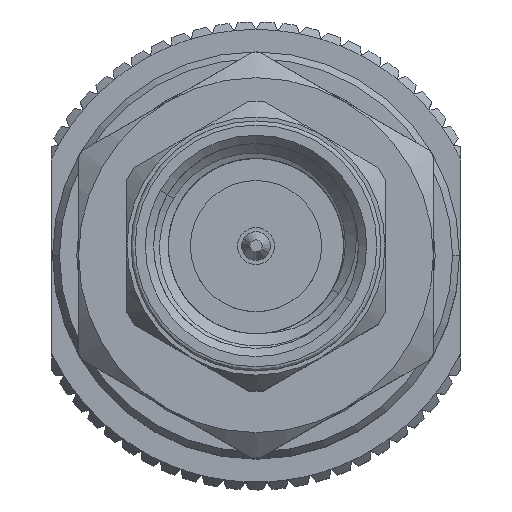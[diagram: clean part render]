
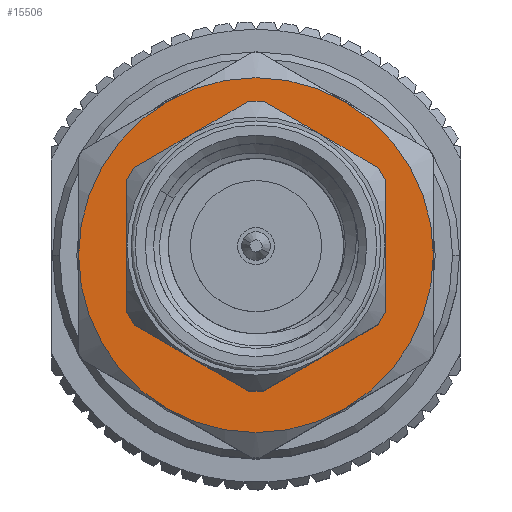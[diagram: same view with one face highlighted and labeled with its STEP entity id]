
A CAD part, top view. The second image highlights one B-rep face of the part: STEP entity #15506.
In plain terms, the highlighted face is planar.
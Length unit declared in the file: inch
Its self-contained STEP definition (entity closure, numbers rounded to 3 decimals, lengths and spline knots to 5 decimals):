
#144 = EDGE_LOOP ( 'NONE', ( #4790, #13420 ) ) ;
#400 = DIRECTION ( 'NONE',  ( 0., 0., 1. ) ) ;
#711 = CARTESIAN_POINT ( 'NONE',  ( 1.11483, 0., 0. ) ) ;
#878 = EDGE_CURVE ( 'NONE', #2015, #6929, #13435, .T. ) ;
#973 = DIRECTION ( 'NONE',  ( 0., 0., 1. ) ) ;
#1540 = CIRCLE ( 'NONE', #12782, 0.21654 ) ;
#1571 = VERTEX_POINT ( 'NONE', #12035 ) ;
#1640 = CIRCLE ( 'NONE', #9781, 0.21654 ) ;
#1884 = FACE_BOUND ( 'NONE', #144, .T. ) ;
#2015 = VERTEX_POINT ( 'NONE', #7396 ) ;
#2099 = AXIS2_PLACEMENT_3D ( 'NONE', #15752, #10386, #3683 ) ;
#2140 = VERTEX_POINT ( 'NONE', #16570 ) ;
#2510 = CARTESIAN_POINT ( 'NONE',  ( 1.11483, 0., 0. ) ) ;
#2566 = CIRCLE ( 'NONE', #2099, 0.21654 ) ;
#2696 = CIRCLE ( 'NONE', #4414, 0.21654 ) ;
#2725 = CIRCLE ( 'NONE', #11432, 0.21654 ) ;
#2926 = DIRECTION ( 'NONE',  ( 0., 0., 1. ) ) ;
#3422 = AXIS2_PLACEMENT_3D ( 'NONE', #12236, #13567, #5517 ) ;
#3683 = DIRECTION ( 'NONE',  ( 0., 0., -1. ) ) ;
#3926 = ORIENTED_EDGE ( 'NONE', *, *, #9280, .T. ) ;
#3965 = ORIENTED_EDGE ( 'NONE', *, *, #6514, .T. ) ;
#4158 = DIRECTION ( 'NONE',  ( 0., 0., -1. ) ) ;
#4414 = AXIS2_PLACEMENT_3D ( 'NONE', #711, #6127, #16886 ) ;
#4790 = ORIENTED_EDGE ( 'NONE', *, *, #5243, .T. ) ;
#5243 = EDGE_CURVE ( 'NONE', #6929, #2015, #12956, .T. ) ;
#5517 = DIRECTION ( 'NONE',  ( 0., 0., -1. ) ) ;
#6005 = ORIENTED_EDGE ( 'NONE', *, *, #13031, .T. ) ;
#6127 = DIRECTION ( 'NONE',  ( 1., 0., 0. ) ) ;
#6173 = AXIS2_PLACEMENT_3D ( 'NONE', #6400, #7818, #973 ) ;
#6400 = CARTESIAN_POINT ( 'NONE',  ( 1.11483, 0., 0. ) ) ;
#6466 = DIRECTION ( 'NONE',  ( 0., 0., -1. ) ) ;
#6514 = EDGE_CURVE ( 'NONE', #11558, #16922, #2725, .T. ) ;
#6534 = CARTESIAN_POINT ( 'NONE',  ( 1.11483, 0., 0.21654 ) ) ;
#6929 = VERTEX_POINT ( 'NONE', #9328 ) ;
#7396 = CARTESIAN_POINT ( 'NONE',  ( 1.11483, 0., 0.09 ) ) ;
#7818 = DIRECTION ( 'NONE',  ( -1., 0., 0. ) ) ;
#7943 = CARTESIAN_POINT ( 'NONE',  ( 1.11483, 0.18753, 0.10827 ) ) ;
#8038 = CARTESIAN_POINT ( 'NONE',  ( 1.11483, -0.18753, -0.10827 ) ) ;
#8359 = PLANE ( 'NONE',  #10957 ) ;
#8562 = VERTEX_POINT ( 'NONE', #8038 ) ;
#9027 = DIRECTION ( 'NONE',  ( 1., 0., 0. ) ) ;
#9280 = EDGE_CURVE ( 'NONE', #9422, #2140, #13433, .T. ) ;
#9328 = CARTESIAN_POINT ( 'NONE',  ( 1.11483, 0., -0.09 ) ) ;
#9348 = EDGE_CURVE ( 'NONE', #16922, #9422, #2696, .T. ) ;
#9402 = AXIS2_PLACEMENT_3D ( 'NONE', #17258, #14346, #400 ) ;
#9422 = VERTEX_POINT ( 'NONE', #6534 ) ;
#9480 = EDGE_LOOP ( 'NONE', ( #16935, #3926, #15392, #10939, #6005, #3965 ) ) ;
#9520 = EDGE_CURVE ( 'NONE', #8562, #1571, #1640, .T. ) ;
#9576 = DIRECTION ( 'NONE',  ( 1., 0., 0. ) ) ;
#9781 = AXIS2_PLACEMENT_3D ( 'NONE', #2510, #9027, #6466 ) ;
#9859 = DIRECTION ( 'NONE',  ( -1., 0., 0. ) ) ;
#10386 = DIRECTION ( 'NONE',  ( 1., 0., 0. ) ) ;
#10939 = ORIENTED_EDGE ( 'NONE', *, *, #9520, .T. ) ;
#10957 = AXIS2_PLACEMENT_3D ( 'NONE', #15110, #9859, #2926 ) ;
#11432 = AXIS2_PLACEMENT_3D ( 'NONE', #12286, #9576, #4158 ) ;
#11558 = VERTEX_POINT ( 'NONE', #15610 ) ;
#12035 = CARTESIAN_POINT ( 'NONE',  ( 1.11483, 0., -0.21654 ) ) ;
#12236 = CARTESIAN_POINT ( 'NONE',  ( 1.11483, 0., 0. ) ) ;
#12286 = CARTESIAN_POINT ( 'NONE',  ( 1.11483, 0., 0. ) ) ;
#12532 = DIRECTION ( 'NONE',  ( 0., 0., -1. ) ) ;
#12782 = AXIS2_PLACEMENT_3D ( 'NONE', #16618, #15255, #12532 ) ;
#12956 = CIRCLE ( 'NONE', #6173, 0.09 ) ;
#13027 = FACE_OUTER_BOUND ( 'NONE', #9480, .T. ) ;
#13031 = EDGE_CURVE ( 'NONE', #1571, #11558, #1540, .T. ) ;
#13420 = ORIENTED_EDGE ( 'NONE', *, *, #878, .T. ) ;
#13433 = CIRCLE ( 'NONE', #3422, 0.21654 ) ;
#13435 = CIRCLE ( 'NONE', #9402, 0.09 ) ;
#13521 = EDGE_CURVE ( 'NONE', #2140, #8562, #2566, .T. ) ;
#13567 = DIRECTION ( 'NONE',  ( 1., 0., 0. ) ) ;
#14346 = DIRECTION ( 'NONE',  ( -1., 0., 0. ) ) ;
#15110 = CARTESIAN_POINT ( 'NONE',  ( 1.11483, 0.24726, 0. ) ) ;
#15255 = DIRECTION ( 'NONE',  ( 1., 0., 0. ) ) ;
#15392 = ORIENTED_EDGE ( 'NONE', *, *, #13521, .T. ) ;
#15506 = ADVANCED_FACE ( 'NONE', ( #1884, #13027 ), #8359, .F. ) ;
#15610 = CARTESIAN_POINT ( 'NONE',  ( 1.11483, 0.18753, -0.10827 ) ) ;
#15752 = CARTESIAN_POINT ( 'NONE',  ( 1.11483, 0., 0. ) ) ;
#16570 = CARTESIAN_POINT ( 'NONE',  ( 1.11483, -0.18753, 0.10827 ) ) ;
#16618 = CARTESIAN_POINT ( 'NONE',  ( 1.11483, 0., 0. ) ) ;
#16886 = DIRECTION ( 'NONE',  ( 0., 0., -1. ) ) ;
#16922 = VERTEX_POINT ( 'NONE', #7943 ) ;
#16935 = ORIENTED_EDGE ( 'NONE', *, *, #9348, .T. ) ;
#17258 = CARTESIAN_POINT ( 'NONE',  ( 1.11483, 0., 0. ) ) ;
